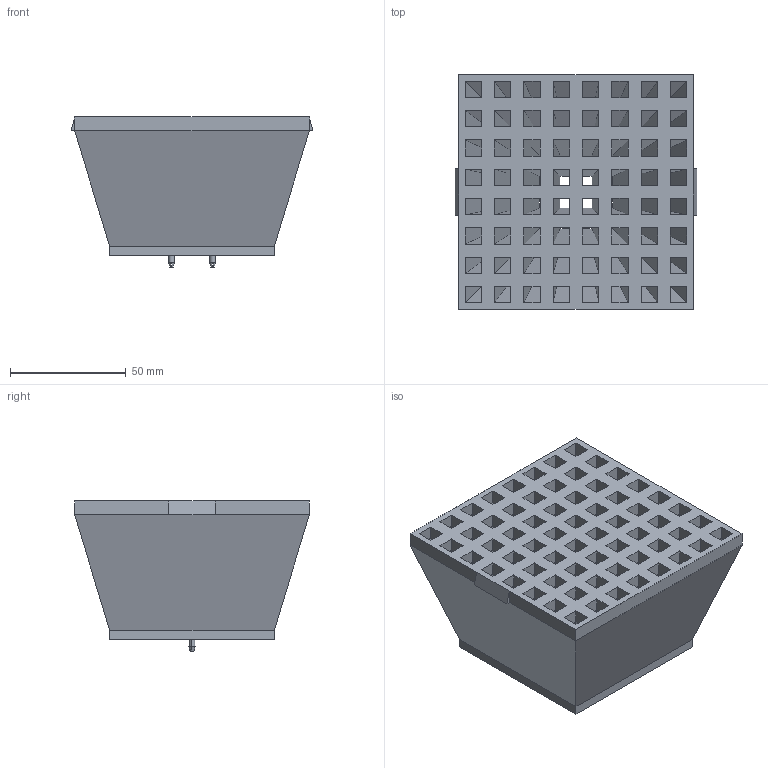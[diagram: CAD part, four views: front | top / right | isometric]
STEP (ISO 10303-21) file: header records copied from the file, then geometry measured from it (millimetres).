
FILE_DESCRIPTION (( 'STEP AP203' ), '1' );
FILE_NAME ('Grid_v2.STEP', '2020-04-19T19:07:28', ( '' ), ( '' ), 'SwSTEP 2.0', 'SolidWorks 2018', '' );
FILE_SCHEMA (( 'CONFIG_CONTROL_DESIGN' ));
Length unit declared in the file: millimetre
Products named in the file (1): Grid_v2
Bounding box: 104.6 x 101.6 x 65 mm (x, y, z)
Volume: 314563.9 mm3; surface area: 127261.5 mm2
Topology: 1 solids, 1 shells, 812 faces, 1890 edges, 1084 vertices
Faces by surface type: plane 804, cone 4, cylinder 4
Entity records: 22275 total; most frequent: CARTESIAN_POINT 3811, ORIENTED_EDGE 3780, DIRECTION 3532, EDGE_CURVE 1890, LINE 1858, VECTOR 1858, VERTEX_POINT 1084, EDGE_LOOP 944
